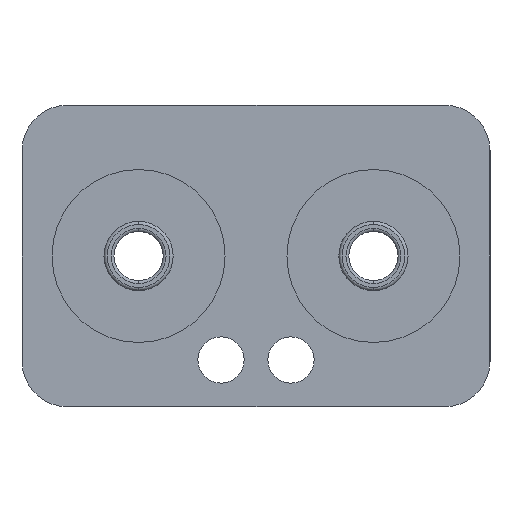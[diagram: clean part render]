
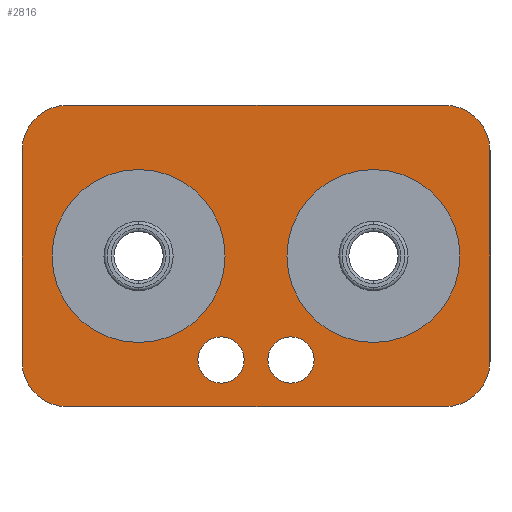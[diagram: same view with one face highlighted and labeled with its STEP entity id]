
A CAD part, left-side view. The second image highlights one B-rep face of the part: STEP entity #2816.
In plain terms, the highlighted planar face has unit normal (-1, 0, 0).
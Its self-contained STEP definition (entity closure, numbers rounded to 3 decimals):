
#136 = DIRECTION ( 'NONE',  ( 1., 0., 0. ) ) ;
#198 = CARTESIAN_POINT ( 'NONE',  ( -54.485, -6.45, 0. ) ) ;
#252 = EDGE_CURVE ( 'NONE', #1766, #15362, #8062, .T. ) ;
#360 = VERTEX_POINT ( 'NONE', #16309 ) ;
#388 = AXIS2_PLACEMENT_3D ( 'NONE', #3983, #1310, #18014 ) ;
#457 = DIRECTION ( 'NONE',  ( 0., 0., 1. ) ) ;
#704 = ORIENTED_EDGE ( 'NONE', *, *, #1802, .T. ) ;
#765 = DIRECTION ( 'NONE',  ( 0., 0., 1. ) ) ;
#815 = CARTESIAN_POINT ( 'NONE',  ( -54.485, -1.92, -4.44 ) ) ;
#940 = EDGE_CURVE ( 'NONE', #17434, #12606, #13684, .T. ) ;
#943 = CARTESIAN_POINT ( 'NONE',  ( -54.485, -6.45, -4.75 ) ) ;
#1063 = DIRECTION ( 'NONE',  ( -1., 0., 0. ) ) ;
#1310 = DIRECTION ( 'NONE',  ( -1., 0., 0. ) ) ;
#1766 = VERTEX_POINT ( 'NONE', #10396 ) ;
#1802 = EDGE_CURVE ( 'NONE', #17400, #360, #5875, .T. ) ;
#1861 = CARTESIAN_POINT ( 'NONE',  ( -54.485, 1.92, -5.71 ) ) ;
#1981 = CARTESIAN_POINT ( 'NONE',  ( -54.485, 6.45, 0. ) ) ;
#2017 = LINE ( 'NONE', #5847, #9859 ) ;
#2029 = VERTEX_POINT ( 'NONE', #7850 ) ;
#2045 = DIRECTION ( 'NONE',  ( 1., 0., 0. ) ) ;
#2347 = DIRECTION ( 'NONE',  ( 0., 0., -1. ) ) ;
#2406 = ORIENTED_EDGE ( 'NONE', *, *, #10998, .T. ) ;
#2698 = AXIS2_PLACEMENT_3D ( 'NONE', #7792, #3566, #765 ) ;
#2764 = DIRECTION ( 'NONE',  ( -1., 0., 0. ) ) ;
#2816 = ADVANCED_FACE ( 'NONE', ( #5627, #15804, #9525, #8466, #14941 ), #16074, .T. ) ;
#2948 = CARTESIAN_POINT ( 'NONE',  ( -54.485, 6.45, 0. ) ) ;
#3011 = DIRECTION ( 'NONE',  ( 0., 0., 1. ) ) ;
#3566 = DIRECTION ( 'NONE',  ( -1., 0., 0. ) ) ;
#3831 = AXIS2_PLACEMENT_3D ( 'NONE', #7139, #16826, #15194 ) ;
#3940 = AXIS2_PLACEMENT_3D ( 'NONE', #15097, #1063, #2347 ) ;
#3983 = CARTESIAN_POINT ( 'NONE',  ( -54.485, -6.45, 0. ) ) ;
#4017 = VERTEX_POINT ( 'NONE', #12571 ) ;
#4398 = DIRECTION ( 'NONE',  ( 0., 0., 1. ) ) ;
#4455 = CIRCLE ( 'NONE', #15630, 2.5 ) ;
#4526 = CARTESIAN_POINT ( 'NONE',  ( -54.485, -1.92, -5.71 ) ) ;
#4565 = LINE ( 'NONE', #13642, #5446 ) ;
#4814 = AXIS2_PLACEMENT_3D ( 'NONE', #8073, #14789, #13853 ) ;
#5272 = ORIENTED_EDGE ( 'NONE', *, *, #7816, .T. ) ;
#5446 = VECTOR ( 'NONE', #14979, 1000. ) ;
#5578 = DIRECTION ( 'NONE',  ( -1., 0., 0. ) ) ;
#5627 = FACE_OUTER_BOUND ( 'NONE', #14797, .T. ) ;
#5792 = AXIS2_PLACEMENT_3D ( 'NONE', #1981, #2045, #457 ) ;
#5847 = CARTESIAN_POINT ( 'NONE',  ( -54.485, 12.85, -8.28 ) ) ;
#5875 = CIRCLE ( 'NONE', #2698, 2.5 ) ;
#6218 = CARTESIAN_POINT ( 'NONE',  ( -54.485, -10.35, 8.28 ) ) ;
#6378 = CIRCLE ( 'NONE', #11009, 2.5 ) ;
#6430 = EDGE_CURVE ( 'NONE', #7170, #8958, #15132, .T. ) ;
#6511 = VECTOR ( 'NONE', #17691, 1000. ) ;
#6542 = CIRCLE ( 'NONE', #17068, 4.75 ) ;
#6546 = CARTESIAN_POINT ( 'NONE',  ( -54.485, 10.35, -5.78 ) ) ;
#6615 = ORIENTED_EDGE ( 'NONE', *, *, #9843, .T. ) ;
#6973 = EDGE_LOOP ( 'NONE', ( #8974, #7266 ) ) ;
#7139 = CARTESIAN_POINT ( 'NONE',  ( -54.485, -10.35, 5.78 ) ) ;
#7170 = VERTEX_POINT ( 'NONE', #7293 ) ;
#7266 = ORIENTED_EDGE ( 'NONE', *, *, #6430, .F. ) ;
#7276 = DIRECTION ( 'NONE',  ( -1., 0., 0. ) ) ;
#7293 = CARTESIAN_POINT ( 'NONE',  ( -54.485, -6.45, 4.75 ) ) ;
#7319 = CARTESIAN_POINT ( 'NONE',  ( -54.485, 1.92, -4.44 ) ) ;
#7502 = CARTESIAN_POINT ( 'NONE',  ( -54.485, 6.45, -4.75 ) ) ;
#7599 = DIRECTION ( 'NONE',  ( 0., -1., 0. ) ) ;
#7792 = CARTESIAN_POINT ( 'NONE',  ( -54.485, -10.35, -5.78 ) ) ;
#7816 = EDGE_CURVE ( 'NONE', #7996, #12391, #4455, .T. ) ;
#7850 = CARTESIAN_POINT ( 'NONE',  ( -54.485, 12.85, -5.78 ) ) ;
#7869 = CIRCLE ( 'NONE', #14033, 1.27 ) ;
#7996 = VERTEX_POINT ( 'NONE', #8576 ) ;
#8009 = CARTESIAN_POINT ( 'NONE',  ( -54.485, -12.85, 0. ) ) ;
#8045 = ORIENTED_EDGE ( 'NONE', *, *, #12257, .F. ) ;
#8049 = CIRCLE ( 'NONE', #16076, 1.27 ) ;
#8062 = CIRCLE ( 'NONE', #3940, 1.27 ) ;
#8073 = CARTESIAN_POINT ( 'NONE',  ( -54.485, 12.85, 0. ) ) ;
#8466 = FACE_BOUND ( 'NONE', #6973, .T. ) ;
#8576 = CARTESIAN_POINT ( 'NONE',  ( -54.485, 10.35, 8.28 ) ) ;
#8592 = VERTEX_POINT ( 'NONE', #7502 ) ;
#8732 = CARTESIAN_POINT ( 'NONE',  ( -54.485, -10.35, -8.28 ) ) ;
#8958 = VERTEX_POINT ( 'NONE', #943 ) ;
#8974 = ORIENTED_EDGE ( 'NONE', *, *, #10901, .F. ) ;
#9149 = EDGE_LOOP ( 'NONE', ( #11932, #17516 ) ) ;
#9223 = CARTESIAN_POINT ( 'NONE',  ( -54.485, 6.45, 4.75 ) ) ;
#9226 = VECTOR ( 'NONE', #7599, 1000. ) ;
#9273 = EDGE_CURVE ( 'NONE', #4017, #17400, #2017, .T. ) ;
#9425 = EDGE_CURVE ( 'NONE', #13233, #8592, #12659, .T. ) ;
#9525 = FACE_BOUND ( 'NONE', #15141, .T. ) ;
#9664 = ORIENTED_EDGE ( 'NONE', *, *, #9425, .T. ) ;
#9768 = LINE ( 'NONE', #8009, #6511 ) ;
#9843 = EDGE_CURVE ( 'NONE', #2029, #4017, #6378, .T. ) ;
#9859 = VECTOR ( 'NONE', #15410, 1000. ) ;
#9887 = DIRECTION ( 'NONE',  ( 0., 0., 1. ) ) ;
#10001 = DIRECTION ( 'NONE',  ( 0., 0., -1. ) ) ;
#10396 = CARTESIAN_POINT ( 'NONE',  ( -54.485, -1.92, -6.98 ) ) ;
#10421 = CIRCLE ( 'NONE', #12304, 1.27 ) ;
#10901 = EDGE_CURVE ( 'NONE', #8958, #7170, #11542, .T. ) ;
#10998 = EDGE_CURVE ( 'NONE', #8592, #13233, #6542, .T. ) ;
#11009 = AXIS2_PLACEMENT_3D ( 'NONE', #6546, #2764, #11266 ) ;
#11025 = EDGE_CURVE ( 'NONE', #15362, #1766, #7869, .T. ) ;
#11266 = DIRECTION ( 'NONE',  ( 0., 0., 1. ) ) ;
#11414 = EDGE_CURVE ( 'NONE', #12391, #2029, #4565, .T. ) ;
#11452 = DIRECTION ( 'NONE',  ( -1., 0., 0. ) ) ;
#11542 = CIRCLE ( 'NONE', #11838, 4.75 ) ;
#11589 = LINE ( 'NONE', #13101, #9226 ) ;
#11838 = AXIS2_PLACEMENT_3D ( 'NONE', #198, #5578, #3011 ) ;
#11932 = ORIENTED_EDGE ( 'NONE', *, *, #252, .F. ) ;
#11994 = CARTESIAN_POINT ( 'NONE',  ( -54.485, 1.92, -6.98 ) ) ;
#12153 = CARTESIAN_POINT ( 'NONE',  ( -54.485, -12.85, 5.78 ) ) ;
#12257 = EDGE_CURVE ( 'NONE', #12464, #13152, #10421, .T. ) ;
#12304 = AXIS2_PLACEMENT_3D ( 'NONE', #12642, #13914, #16644 ) ;
#12391 = VERTEX_POINT ( 'NONE', #15612 ) ;
#12464 = VERTEX_POINT ( 'NONE', #7319 ) ;
#12571 = CARTESIAN_POINT ( 'NONE',  ( -54.485, 10.35, -8.28 ) ) ;
#12606 = VERTEX_POINT ( 'NONE', #6218 ) ;
#12642 = CARTESIAN_POINT ( 'NONE',  ( -54.485, 1.92, -5.71 ) ) ;
#12659 = CIRCLE ( 'NONE', #5792, 4.75 ) ;
#12918 = DIRECTION ( 'NONE',  ( -1., 0., 0. ) ) ;
#12929 = ORIENTED_EDGE ( 'NONE', *, *, #17698, .F. ) ;
#13043 = EDGE_LOOP ( 'NONE', ( #8045, #13989 ) ) ;
#13101 = CARTESIAN_POINT ( 'NONE',  ( -54.485, 12.85, 8.28 ) ) ;
#13152 = VERTEX_POINT ( 'NONE', #11994 ) ;
#13233 = VERTEX_POINT ( 'NONE', #9223 ) ;
#13642 = CARTESIAN_POINT ( 'NONE',  ( -54.485, 12.85, 0. ) ) ;
#13684 = CIRCLE ( 'NONE', #3831, 2.5 ) ;
#13853 = DIRECTION ( 'NONE',  ( 0., 0., 1. ) ) ;
#13914 = DIRECTION ( 'NONE',  ( -1., 0., 0. ) ) ;
#13989 = ORIENTED_EDGE ( 'NONE', *, *, #16504, .F. ) ;
#14033 = AXIS2_PLACEMENT_3D ( 'NONE', #4526, #11452, #10001 ) ;
#14138 = EDGE_CURVE ( 'NONE', #7996, #12606, #11589, .T. ) ;
#14536 = ORIENTED_EDGE ( 'NONE', *, *, #11414, .T. ) ;
#14789 = DIRECTION ( 'NONE',  ( -1., 0., 0. ) ) ;
#14797 = EDGE_LOOP ( 'NONE', ( #14536, #6615, #16552, #704, #12929, #16632, #15883, #5272 ) ) ;
#14941 = FACE_BOUND ( 'NONE', #9149, .T. ) ;
#14979 = DIRECTION ( 'NONE',  ( 0., 0., -1. ) ) ;
#15097 = CARTESIAN_POINT ( 'NONE',  ( -54.485, -1.92, -5.71 ) ) ;
#15132 = CIRCLE ( 'NONE', #388, 4.75 ) ;
#15141 = EDGE_LOOP ( 'NONE', ( #9664, #2406 ) ) ;
#15194 = DIRECTION ( 'NONE',  ( 0., 0., 1. ) ) ;
#15362 = VERTEX_POINT ( 'NONE', #815 ) ;
#15410 = DIRECTION ( 'NONE',  ( 0., -1., 0. ) ) ;
#15612 = CARTESIAN_POINT ( 'NONE',  ( -54.485, 12.85, 5.78 ) ) ;
#15630 = AXIS2_PLACEMENT_3D ( 'NONE', #16836, #7276, #4398 ) ;
#15804 = FACE_BOUND ( 'NONE', #13043, .T. ) ;
#15883 = ORIENTED_EDGE ( 'NONE', *, *, #14138, .F. ) ;
#16074 = PLANE ( 'NONE',  #4814 ) ;
#16076 = AXIS2_PLACEMENT_3D ( 'NONE', #1861, #12918, #17230 ) ;
#16309 = CARTESIAN_POINT ( 'NONE',  ( -54.485, -12.85, -5.78 ) ) ;
#16504 = EDGE_CURVE ( 'NONE', #13152, #12464, #8049, .T. ) ;
#16552 = ORIENTED_EDGE ( 'NONE', *, *, #9273, .T. ) ;
#16632 = ORIENTED_EDGE ( 'NONE', *, *, #940, .T. ) ;
#16644 = DIRECTION ( 'NONE',  ( 0., 0., 1. ) ) ;
#16826 = DIRECTION ( 'NONE',  ( -1., 0., 0. ) ) ;
#16836 = CARTESIAN_POINT ( 'NONE',  ( -54.485, 10.35, 5.78 ) ) ;
#17068 = AXIS2_PLACEMENT_3D ( 'NONE', #2948, #136, #9887 ) ;
#17230 = DIRECTION ( 'NONE',  ( 0., 0., 1. ) ) ;
#17400 = VERTEX_POINT ( 'NONE', #8732 ) ;
#17434 = VERTEX_POINT ( 'NONE', #12153 ) ;
#17516 = ORIENTED_EDGE ( 'NONE', *, *, #11025, .F. ) ;
#17691 = DIRECTION ( 'NONE',  ( 0., 0., -1. ) ) ;
#17698 = EDGE_CURVE ( 'NONE', #17434, #360, #9768, .T. ) ;
#18014 = DIRECTION ( 'NONE',  ( 0., 0., 1. ) ) ;
